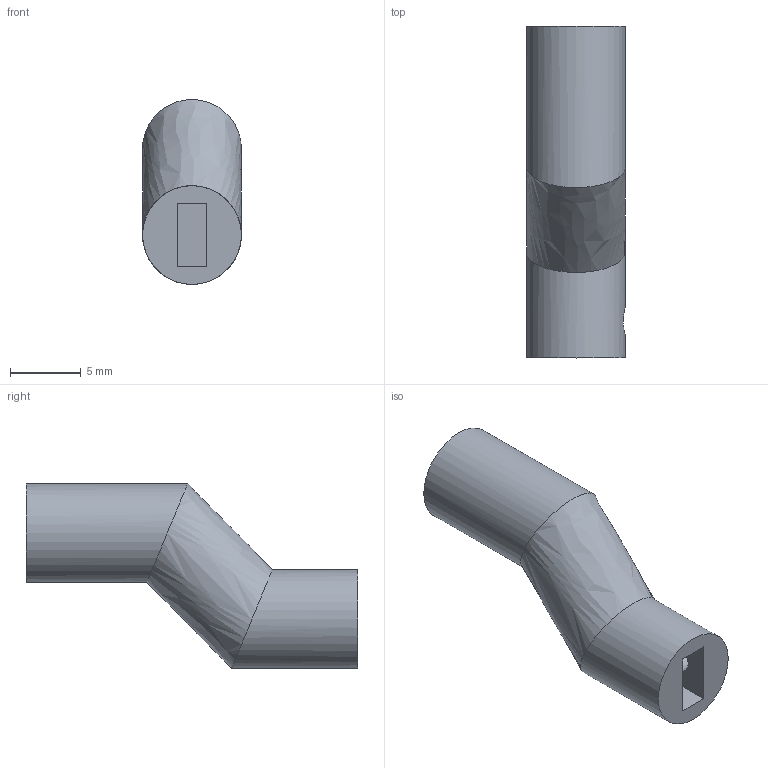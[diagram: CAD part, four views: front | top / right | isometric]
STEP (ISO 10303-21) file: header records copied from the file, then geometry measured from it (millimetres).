
FILE_DESCRIPTION(/* description */ (''),/* implementation_level */ '2;1');
FILE_NAME(/* name */ 'Holder1.step',/* time_stamp */ '2025-10-13T14:58:04+02:00',/* author */ (''),/* organization */ (''),/* preprocessor_version */ 'ST-DEVELOPER v20.1',/* originating_system */ 'Autodesk Translation Framework v14.17.0.0',/* authorisation */ '');
FILE_SCHEMA (('AUTOMOTIVE_DESIGN { 1 0 10303 214 3 1 1 }'));
Length unit declared in the file: millimetre
Products named in the file (1): Implant&CoverSlip
Bounding box: 7 x 23.5 x 13.1 mm (x, y, z)
Volume: 871.7 mm3; surface area: 814.6 mm2
Topology: 1 solids, 1 shells, 13 faces, 30 edges, 20 vertices
Faces by surface type: plane 8, cylinder 4, bspline 1
Full cylindrical faces by diameter (mm): 2.075 x1, 3.332 x1, 7 x2
Entity records: 451 total; most frequent: CARTESIAN_POINT 117, DIRECTION 61, ORIENTED_EDGE 60, EDGE_CURVE 30, AXIS2_PLACEMENT_3D 22, VERTEX_POINT 20, LINE 17, VECTOR 17
